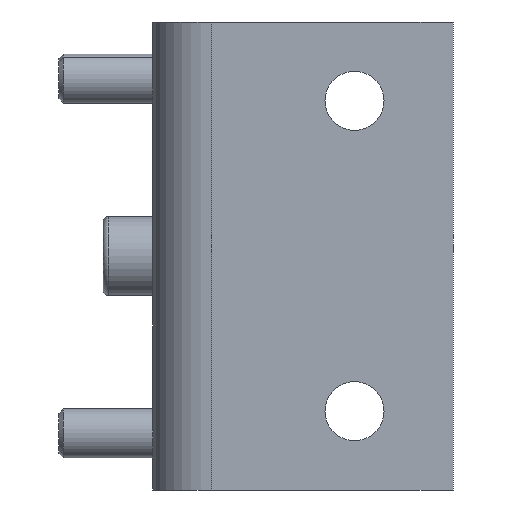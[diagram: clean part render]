
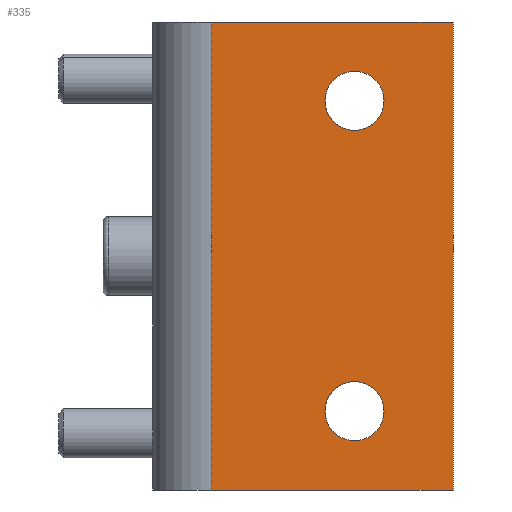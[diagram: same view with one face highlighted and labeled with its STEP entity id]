
A CAD part, front view. The second image highlights one B-rep face of the part: STEP entity #335.
In plain terms, the highlighted planar face has unit normal (0, -1, 0).
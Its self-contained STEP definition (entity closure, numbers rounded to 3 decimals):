
#219=CARTESIAN_POINT('',(12.,-63.,-47.5));
#220=VERTEX_POINT('',#219);
#228=CARTESIAN_POINT('',(12.,-63.,47.5));
#229=VERTEX_POINT('',#228);
#230=CARTESIAN_POINT('',(12.,-63.,47.5));
#231=DIRECTION('',(0.,0.,-1.));
#232=VECTOR('',#231,95.);
#233=LINE('',#230,#232);
#234=EDGE_CURVE('',#229,#220,#233,.T.);
#247=CARTESIAN_POINT('',(12.,-63.,47.5));
#248=DIRECTION('',(0.,1.,0.));
#249=DIRECTION('',(0.,0.,1.));
#250=AXIS2_PLACEMENT_3D('',#247,#248,#249);
#251=PLANE('',#250);
#252=CARTESIAN_POINT('',(47.,-63.,31.5));
#253=VERTEX_POINT('',#252);
#254=CARTESIAN_POINT('',(41.,-63.,25.5));
#255=VERTEX_POINT('',#254);
#256=CARTESIAN_POINT('',(41.,-63.,31.5));
#257=DIRECTION('',(-0.,1.,0.));
#258=DIRECTION('',(1.,0.,0.));
#259=AXIS2_PLACEMENT_3D('',#256,#257,#258);
#260=CIRCLE('',#259,6.);
#261=EDGE_CURVE('',#253,#255,#260,.T.);
#262=ORIENTED_EDGE('',*,*,#261,.T.);
#263=CARTESIAN_POINT('',(41.,-63.,37.5));
#264=VERTEX_POINT('',#263);
#265=CARTESIAN_POINT('',(41.,-63.,31.5));
#266=DIRECTION('',(-0.,1.,0.));
#267=DIRECTION('',(1.,0.,0.));
#268=AXIS2_PLACEMENT_3D('',#265,#266,#267);
#269=CIRCLE('',#268,6.);
#270=EDGE_CURVE('',#255,#264,#269,.T.);
#271=ORIENTED_EDGE('',*,*,#270,.T.);
#272=CARTESIAN_POINT('',(41.,-63.,31.5));
#273=DIRECTION('',(-0.,1.,0.));
#274=DIRECTION('',(1.,0.,0.));
#275=AXIS2_PLACEMENT_3D('',#272,#273,#274);
#276=CIRCLE('',#275,6.);
#277=EDGE_CURVE('',#264,#253,#276,.T.);
#278=ORIENTED_EDGE('',*,*,#277,.T.);
#279=EDGE_LOOP('',(#262,#271,#278));
#280=FACE_BOUND('',#279,.T.);
#281=CARTESIAN_POINT('',(47.,-63.,-31.5));
#282=VERTEX_POINT('',#281);
#283=CARTESIAN_POINT('',(41.,-63.,-37.5));
#284=VERTEX_POINT('',#283);
#285=CARTESIAN_POINT('',(41.,-63.,-31.5));
#286=DIRECTION('',(-0.,1.,0.));
#287=DIRECTION('',(1.,0.,0.));
#288=AXIS2_PLACEMENT_3D('',#285,#286,#287);
#289=CIRCLE('',#288,6.);
#290=EDGE_CURVE('',#282,#284,#289,.T.);
#291=ORIENTED_EDGE('',*,*,#290,.T.);
#292=CARTESIAN_POINT('',(41.,-63.,-25.5));
#293=VERTEX_POINT('',#292);
#294=CARTESIAN_POINT('',(41.,-63.,-31.5));
#295=DIRECTION('',(-0.,1.,0.));
#296=DIRECTION('',(1.,0.,0.));
#297=AXIS2_PLACEMENT_3D('',#294,#295,#296);
#298=CIRCLE('',#297,6.);
#299=EDGE_CURVE('',#284,#293,#298,.T.);
#300=ORIENTED_EDGE('',*,*,#299,.T.);
#301=CARTESIAN_POINT('',(41.,-63.,-31.5));
#302=DIRECTION('',(-0.,1.,0.));
#303=DIRECTION('',(1.,0.,0.));
#304=AXIS2_PLACEMENT_3D('',#301,#302,#303);
#305=CIRCLE('',#304,6.);
#306=EDGE_CURVE('',#293,#282,#305,.T.);
#307=ORIENTED_EDGE('',*,*,#306,.T.);
#308=EDGE_LOOP('',(#291,#300,#307));
#309=FACE_BOUND('',#308,.T.);
#310=CARTESIAN_POINT('',(61.,-63.,-47.5));
#311=VERTEX_POINT('',#310);
#312=CARTESIAN_POINT('',(12.,-63.,-47.5));
#313=DIRECTION('',(1.,0.,-0.));
#314=VECTOR('',#313,49.);
#315=LINE('',#312,#314);
#316=EDGE_CURVE('',#220,#311,#315,.T.);
#317=ORIENTED_EDGE('',*,*,#316,.T.);
#318=CARTESIAN_POINT('',(61.,-63.,47.5));
#319=VERTEX_POINT('',#318);
#320=CARTESIAN_POINT('',(61.,-63.,47.5));
#321=DIRECTION('',(0.,0.,-1.));
#322=VECTOR('',#321,95.);
#323=LINE('',#320,#322);
#324=EDGE_CURVE('',#319,#311,#323,.T.);
#325=ORIENTED_EDGE('',*,*,#324,.F.);
#326=CARTESIAN_POINT('',(12.,-63.,47.5));
#327=DIRECTION('',(1.,0.,-0.));
#328=VECTOR('',#327,49.);
#329=LINE('',#326,#328);
#330=EDGE_CURVE('',#229,#319,#329,.T.);
#331=ORIENTED_EDGE('',*,*,#330,.F.);
#332=ORIENTED_EDGE('',*,*,#234,.T.);
#333=EDGE_LOOP('',(#317,#325,#331,#332));
#334=FACE_BOUND('',#333,.T.);
#335=ADVANCED_FACE('',(#280,#309,#334),#251,.F.);
